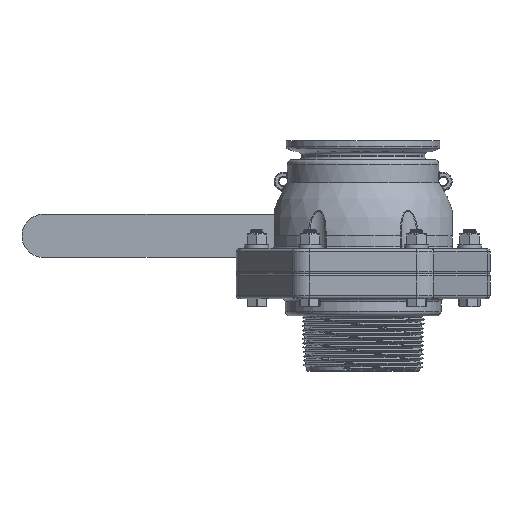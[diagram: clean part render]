
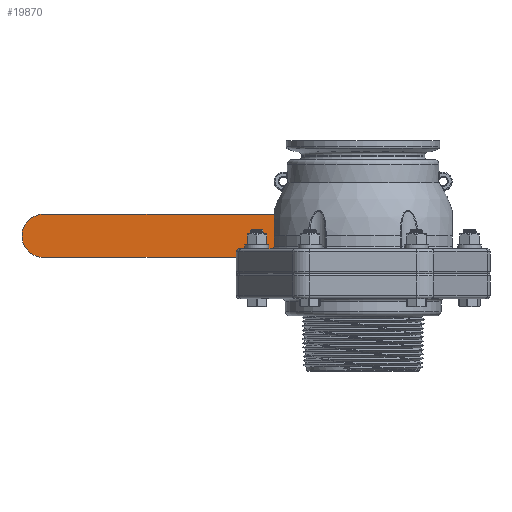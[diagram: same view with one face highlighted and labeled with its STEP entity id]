
A CAD part, front view. The second image highlights one B-rep face of the part: STEP entity #19870.
In plain terms, the highlighted planar face has unit normal (0, -1, 0).
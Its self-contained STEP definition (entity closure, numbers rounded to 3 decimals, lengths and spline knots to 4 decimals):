
#1809=PLANE('',#21918);
#2858=FACE_OUTER_BOUND('',#4210,.T.);
#4210=EDGE_LOOP('',(#17219,#17220,#17221,#17222));
#5268=CIRCLE('',#21919,0.625);
#6323=LINE('',#59213,#7512);
#6325=LINE('',#59218,#7514);
#6329=LINE('',#59228,#7518);
#7512=VECTOR('',#26420,0.3937);
#7514=VECTOR('',#26426,0.3937);
#7518=VECTOR('',#26436,0.3937);
#9300=VERTEX_POINT('',#59201);
#9302=VERTEX_POINT('',#59207);
#9304=VERTEX_POINT('',#59217);
#9307=VERTEX_POINT('',#59227);
#12006=EDGE_CURVE('',#9302,#9300,#6323,.T.);
#12008=EDGE_CURVE('',#9304,#9302,#6325,.T.);
#12013=EDGE_CURVE('',#9300,#9307,#6329,.T.);
#12014=EDGE_CURVE('',#9307,#9304,#5268,.T.);
#17219=ORIENTED_EDGE('',*,*,#12006,.T.);
#17220=ORIENTED_EDGE('',*,*,#12013,.T.);
#17221=ORIENTED_EDGE('',*,*,#12014,.T.);
#17222=ORIENTED_EDGE('',*,*,#12008,.T.);
#19870=ADVANCED_FACE('',(#2858),#1809,.F.);
#21918=AXIS2_PLACEMENT_3D('',#59226,#26434,#26435);
#21919=AXIS2_PLACEMENT_3D('',#59229,#26437,#26438);
#26420=DIRECTION('',(0.,0.,1.));
#26426=DIRECTION('',(1.,0.,0.));
#26434=DIRECTION('center_axis',(0.,1.,0.));
#26435=DIRECTION('ref_axis',(0.,0.,1.));
#26436=DIRECTION('',(-1.,0.,0.));
#26437=DIRECTION('center_axis',(0.,-1.,0.));
#26438=DIRECTION('ref_axis',(0.,0.,1.));
#59201=CARTESIAN_POINT('',(-2.875,0.,0.625));
#59207=CARTESIAN_POINT('',(-2.875,0.,-0.625));
#59213=CARTESIAN_POINT('',(-2.875,0.,-0.3125));
#59217=CARTESIAN_POINT('',(-9.75,0.,-0.625));
#59218=CARTESIAN_POINT('',(-9.75,0.,-0.625));
#59226=CARTESIAN_POINT('Origin',(-4.875,0.,0.));
#59227=CARTESIAN_POINT('',(-9.75,0.,0.625));
#59228=CARTESIAN_POINT('',(0.,0.,0.625));
#59229=CARTESIAN_POINT('Origin',(-9.75,0.,0.));
